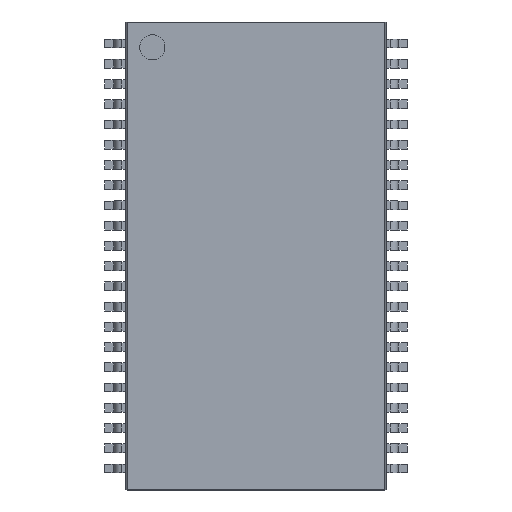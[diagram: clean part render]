
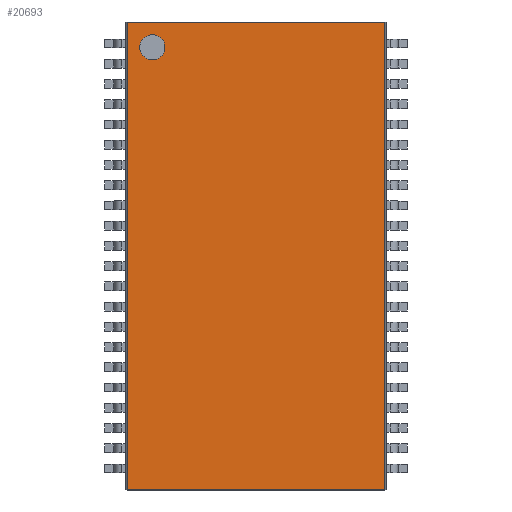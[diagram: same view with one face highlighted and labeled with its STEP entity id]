
A CAD part, top view. The second image highlights one B-rep face of the part: STEP entity #20693.
In plain terms, the highlighted planar face has unit normal (0, 0, 1).
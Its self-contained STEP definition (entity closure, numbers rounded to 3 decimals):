
#20539=CARTESIAN_POINT('',(-3.598,8.25,1.2));
#20540=VERTEX_POINT('',#20539);
#20549=CARTESIAN_POINT('',(-4.598,8.25,1.2));
#20550=VERTEX_POINT('',#20549);
#20551=CARTESIAN_POINT('',(-4.098,8.25,1.2));
#20552=DIRECTION('',(0.0,0.0,-1.0));
#20553=DIRECTION('',(1.0,0.0,0.0));
#20554=AXIS2_PLACEMENT_3D('',#20551,#20552,#20553);
#20555=CIRCLE('',#20554,0.5);
#20556=EDGE_CURVE('',#20550,#20540,#20555,.T.);
#20590=CARTESIAN_POINT('',(-4.098,8.25,1.2));
#20591=DIRECTION('',(0.0,0.0,-1.0));
#20592=DIRECTION('',(1.0,0.0,0.0));
#20593=AXIS2_PLACEMENT_3D('',#20590,#20591,#20592);
#20594=CIRCLE('',#20593,0.5);
#20595=EDGE_CURVE('',#20540,#20550,#20594,.T.);
#20650=CARTESIAN_POINT('',(5.078,-11.25,1.2));
#20651=DIRECTION('',(0.0,0.0,1.0));
#20652=DIRECTION('',(0.0,-1.0,0.0));
#20653=AXIS2_PLACEMENT_3D('',#20650,#20651,#20652);
#20654=PLANE('',#20653);
#20655=CARTESIAN_POINT('',(5.098,9.25,1.2));
#20656=VERTEX_POINT('',#20655);
#20657=CARTESIAN_POINT('',(-5.098,9.25,1.2));
#20658=VERTEX_POINT('',#20657);
#20659=CARTESIAN_POINT('',(5.098,9.25,1.2));
#20660=DIRECTION('',(-1.0,0.0,0.0));
#20661=VECTOR('',#20660,10.196);
#20662=LINE('',#20659,#20661);
#20663=EDGE_CURVE('',#20656,#20658,#20662,.T.);
#20664=ORIENTED_EDGE('',*,*,#20663,.T.);
#20665=CARTESIAN_POINT('',(-5.098,-9.25,1.2));
#20666=VERTEX_POINT('',#20665);
#20667=CARTESIAN_POINT('',(-5.098,-9.25,1.2));
#20668=DIRECTION('',(0.0,1.0,0.0));
#20669=VECTOR('',#20668,18.5);
#20670=LINE('',#20667,#20669);
#20671=EDGE_CURVE('',#20666,#20658,#20670,.T.);
#20672=ORIENTED_EDGE('',*,*,#20671,.F.);
#20673=CARTESIAN_POINT('',(5.098,-9.25,1.2));
#20674=VERTEX_POINT('',#20673);
#20675=CARTESIAN_POINT('',(-5.098,-9.25,1.2));
#20676=DIRECTION('',(1.0,0.0,0.0));
#20677=VECTOR('',#20676,10.196);
#20678=LINE('',#20675,#20677);
#20679=EDGE_CURVE('',#20666,#20674,#20678,.T.);
#20680=ORIENTED_EDGE('',*,*,#20679,.T.);
#20681=CARTESIAN_POINT('',(5.098,-9.25,1.2));
#20682=DIRECTION('',(0.0,1.0,0.0));
#20683=VECTOR('',#20682,18.5);
#20684=LINE('',#20681,#20683);
#20685=EDGE_CURVE('',#20674,#20656,#20684,.T.);
#20686=ORIENTED_EDGE('',*,*,#20685,.T.);
#20687=EDGE_LOOP('',(#20664,#20672,#20680,#20686));
#20688=FACE_OUTER_BOUND('',#20687,.T.);
#20689=ORIENTED_EDGE('',*,*,#20595,.T.);
#20690=ORIENTED_EDGE('',*,*,#20556,.T.);
#20691=EDGE_LOOP('',(#20689,#20690));
#20692=FACE_BOUND('',#20691,.T.);
#20693=ADVANCED_FACE('',(#20688,#20692),#20654,.T.);
